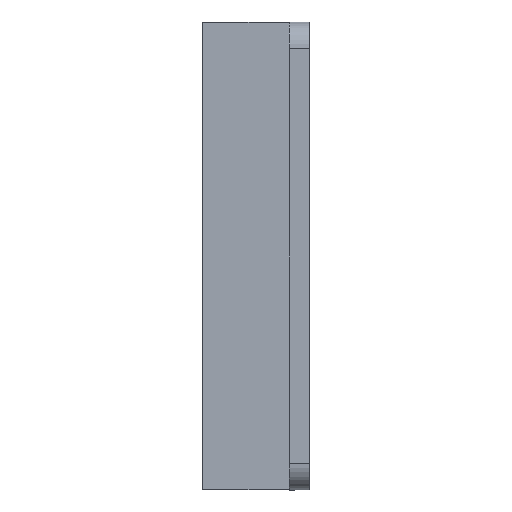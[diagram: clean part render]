
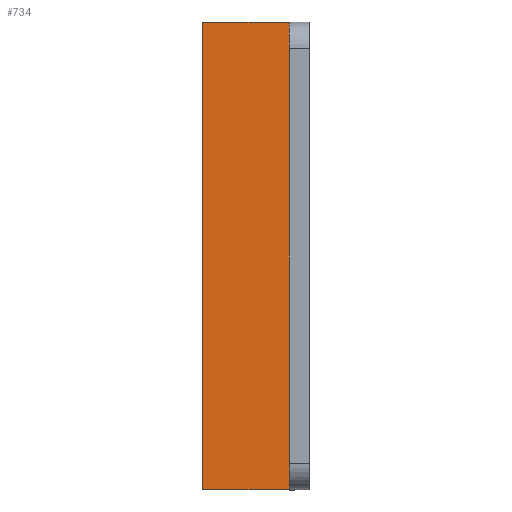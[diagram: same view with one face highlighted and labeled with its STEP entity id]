
A CAD part, left-side view. The second image highlights one B-rep face of the part: STEP entity #734.
In plain terms, the highlighted planar face has unit normal (-1, 0, 0).
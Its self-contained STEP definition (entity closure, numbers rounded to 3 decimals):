
#192 = DIRECTION ( 'NONE',  ( 0., 0., -1. ) ) ;
#224 = CARTESIAN_POINT ( 'NONE',  ( -19.5, 1.5, 17.5 ) ) ;
#322 = VERTEX_POINT ( 'NONE', #224 ) ;
#332 = CARTESIAN_POINT ( 'NONE',  ( -19.5, 1.5, -17.5 ) ) ;
#398 = VERTEX_POINT ( 'NONE', #605 ) ;
#438 = PLANE ( 'NONE',  #979 ) ;
#446 = CARTESIAN_POINT ( 'NONE',  ( -19.5, 1.5, -17.5 ) ) ;
#466 = VECTOR ( 'NONE', #192, 1000. ) ;
#474 = VERTEX_POINT ( 'NONE', #873 ) ;
#561 = LINE ( 'NONE', #332, #934 ) ;
#605 = CARTESIAN_POINT ( 'NONE',  ( -19.5, 8., -17.5 ) ) ;
#734 = ADVANCED_FACE ( 'NONE', ( #1178 ), #438, .F. ) ;
#748 = VERTEX_POINT ( 'NONE', #798 ) ;
#763 = LINE ( 'NONE', #913, #1010 ) ;
#767 = VECTOR ( 'NONE', #1074, 1000. ) ;
#778 = EDGE_CURVE ( 'NONE', #322, #474, #975, .T. ) ;
#798 = CARTESIAN_POINT ( 'NONE',  ( -19.5, 8., 17.5 ) ) ;
#815 = DIRECTION ( 'NONE',  ( 1., 0., 0. ) ) ;
#873 = CARTESIAN_POINT ( 'NONE',  ( -19.5, 1.5, -17.5 ) ) ;
#913 = CARTESIAN_POINT ( 'NONE',  ( -19.5, 8., -17.5 ) ) ;
#934 = VECTOR ( 'NONE', #1548, 1000. ) ;
#939 = CARTESIAN_POINT ( 'NONE',  ( -19.5, 1.5, -17.5 ) ) ;
#942 = CARTESIAN_POINT ( 'NONE',  ( -19.5, 1.5, 17.5 ) ) ;
#943 = ORIENTED_EDGE ( 'NONE', *, *, #1204, .T. ) ;
#975 = LINE ( 'NONE', #939, #466 ) ;
#979 = AXIS2_PLACEMENT_3D ( 'NONE', #446, #815, #1300 ) ;
#988 = EDGE_CURVE ( 'NONE', #748, #398, #763, .T. ) ;
#1009 = EDGE_LOOP ( 'NONE', ( #1428, #1395, #1349, #943 ) ) ;
#1010 = VECTOR ( 'NONE', #1523, 1000. ) ;
#1074 = DIRECTION ( 'NONE',  ( 0., 1., 0. ) ) ;
#1106 = EDGE_CURVE ( 'NONE', #474, #398, #561, .T. ) ;
#1178 = FACE_OUTER_BOUND ( 'NONE', #1009, .T. ) ;
#1204 = EDGE_CURVE ( 'NONE', #322, #748, #1558, .T. ) ;
#1300 = DIRECTION ( 'NONE',  ( 0., 0., -1. ) ) ;
#1349 = ORIENTED_EDGE ( 'NONE', *, *, #778, .F. ) ;
#1395 = ORIENTED_EDGE ( 'NONE', *, *, #1106, .F. ) ;
#1428 = ORIENTED_EDGE ( 'NONE', *, *, #988, .T. ) ;
#1523 = DIRECTION ( 'NONE',  ( 0., 0., -1. ) ) ;
#1548 = DIRECTION ( 'NONE',  ( 0., 1., 0. ) ) ;
#1558 = LINE ( 'NONE', #942, #767 ) ;
